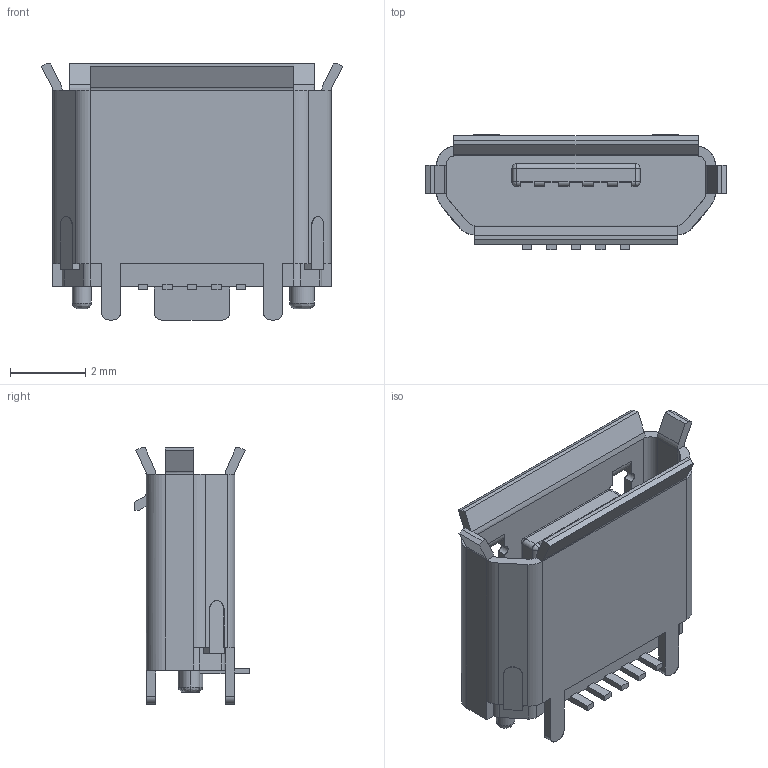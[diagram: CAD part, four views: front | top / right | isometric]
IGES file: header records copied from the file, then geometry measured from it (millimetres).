
Start section: SolidWorks IGES file using analytic representation for surfaces
Global section: file name: KMMVX-SMT-BS-BxTR.IGS; native system: SolidWorks 2014; preprocessor: SolidWorks 2014; author: William; date: 151105.161753; units: millimetre
Bounding box: 8 x 3.05 x 6.8 mm (x, y, z)
Surface area: 253.3 mm2 (no closed solid volume)
Topology: 0 solids, 0 shells, 334 faces, 2370 edges, 2366 vertices
Faces by surface type: bspline 223, revolution 111
